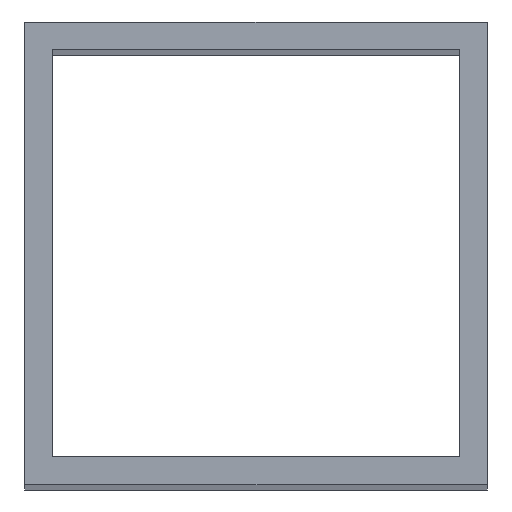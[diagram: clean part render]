
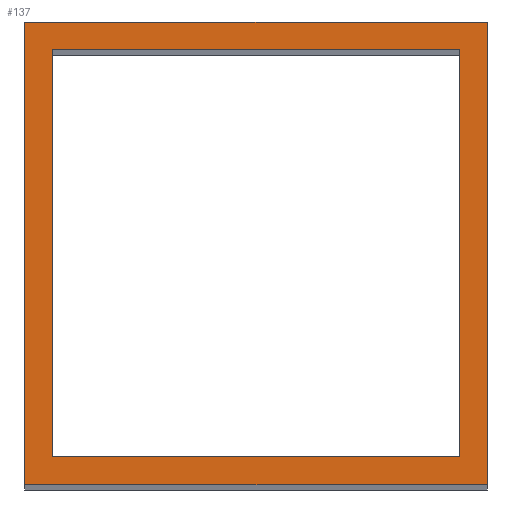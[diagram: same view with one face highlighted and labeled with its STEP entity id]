
A CAD part, top view. The second image highlights one B-rep face of the part: STEP entity #137.
In plain terms, the highlighted planar face has unit normal (0, 0, 1).
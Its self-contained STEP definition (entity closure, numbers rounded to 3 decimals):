
#1 = VERTEX_POINT ( 'NONE', #64 ) ;
#6 = ORIENTED_EDGE ( 'NONE', *, *, #63, .F. ) ;
#7 = DIRECTION ( 'NONE',  ( 0., -1., 0. ) ) ;
#9 = LINE ( 'NONE', #229, #144 ) ;
#10 = CARTESIAN_POINT ( 'NONE',  ( 11., -11., 170. ) ) ;
#14 = CARTESIAN_POINT ( 'NONE',  ( -11., 11., 170. ) ) ;
#24 = AXIS2_PLACEMENT_3D ( 'NONE', #89, #169, #296 ) ;
#40 = VECTOR ( 'NONE', #107, 1000. ) ;
#55 = ORIENTED_EDGE ( 'NONE', *, *, #272, .F. ) ;
#56 = VERTEX_POINT ( 'NONE', #10 ) ;
#61 = CARTESIAN_POINT ( 'NONE',  ( 0., 11., 170. ) ) ;
#63 = EDGE_CURVE ( 'NONE', #56, #75, #135, .T. ) ;
#64 = CARTESIAN_POINT ( 'NONE',  ( -12.5, -12.5, 170. ) ) ;
#69 = PLANE ( 'NONE',  #24 ) ;
#71 = LINE ( 'NONE', #118, #294 ) ;
#75 = VERTEX_POINT ( 'NONE', #110 ) ;
#89 = CARTESIAN_POINT ( 'NONE',  ( 0., 0., 170. ) ) ;
#97 = EDGE_LOOP ( 'NONE', ( #55, #6, #284, #215 ) ) ;
#99 = VERTEX_POINT ( 'NONE', #14 ) ;
#102 = EDGE_CURVE ( 'NONE', #175, #1, #111, .T. ) ;
#107 = DIRECTION ( 'NONE',  ( 0., 1., 0. ) ) ;
#110 = CARTESIAN_POINT ( 'NONE',  ( 11., 11., 170. ) ) ;
#111 = LINE ( 'NONE', #211, #193 ) ;
#118 = CARTESIAN_POINT ( 'NONE',  ( -12.5, -12.5, 170. ) ) ;
#119 = EDGE_CURVE ( 'NONE', #148, #181, #200, .T. ) ;
#122 = DIRECTION ( 'NONE',  ( 0., 1., 0. ) ) ;
#128 = ORIENTED_EDGE ( 'NONE', *, *, #149, .T. ) ;
#129 = DIRECTION ( 'NONE',  ( 1., 0., 0. ) ) ;
#135 = LINE ( 'NONE', #239, #40 ) ;
#137 = ADVANCED_FACE ( 'NONE', ( #218, #276 ), #69, .T. ) ;
#144 = VECTOR ( 'NONE', #7, 1000. ) ;
#148 = VERTEX_POINT ( 'NONE', #271 ) ;
#149 = EDGE_CURVE ( 'NONE', #181, #175, #172, .T. ) ;
#155 = EDGE_LOOP ( 'NONE', ( #240, #128, #286, #203 ) ) ;
#156 = LINE ( 'NONE', #290, #297 ) ;
#169 = DIRECTION ( 'NONE',  ( 0., 0., 1. ) ) ;
#172 = LINE ( 'NONE', #217, #277 ) ;
#175 = VERTEX_POINT ( 'NONE', #319 ) ;
#181 = VERTEX_POINT ( 'NONE', #320 ) ;
#193 = VECTOR ( 'NONE', #291, 1000. ) ;
#199 = EDGE_CURVE ( 'NONE', #1, #148, #71, .T. ) ;
#200 = LINE ( 'NONE', #300, #250 ) ;
#203 = ORIENTED_EDGE ( 'NONE', *, *, #199, .T. ) ;
#211 = CARTESIAN_POINT ( 'NONE',  ( -12.5, -12.5, 170. ) ) ;
#215 = ORIENTED_EDGE ( 'NONE', *, *, #313, .F. ) ;
#217 = CARTESIAN_POINT ( 'NONE',  ( -12.5, 12.5, 170. ) ) ;
#218 = FACE_OUTER_BOUND ( 'NONE', #155, .T. ) ;
#229 = CARTESIAN_POINT ( 'NONE',  ( -11., 0., 170. ) ) ;
#239 = CARTESIAN_POINT ( 'NONE',  ( 11., 0., 170. ) ) ;
#240 = ORIENTED_EDGE ( 'NONE', *, *, #119, .T. ) ;
#246 = DIRECTION ( 'NONE',  ( 1., 0., 0. ) ) ;
#250 = VECTOR ( 'NONE', #122, 1000. ) ;
#270 = DIRECTION ( 'NONE',  ( -1., 0., 0. ) ) ;
#271 = CARTESIAN_POINT ( 'NONE',  ( 12.5, -12.5, 170. ) ) ;
#272 = EDGE_CURVE ( 'NONE', #75, #99, #283, .T. ) ;
#273 = DIRECTION ( 'NONE',  ( -1., 0., 0. ) ) ;
#276 = FACE_BOUND ( 'NONE', #97, .T. ) ;
#277 = VECTOR ( 'NONE', #273, 1000. ) ;
#283 = LINE ( 'NONE', #61, #321 ) ;
#284 = ORIENTED_EDGE ( 'NONE', *, *, #304, .F. ) ;
#285 = CARTESIAN_POINT ( 'NONE',  ( -11., -11., 170. ) ) ;
#286 = ORIENTED_EDGE ( 'NONE', *, *, #102, .T. ) ;
#290 = CARTESIAN_POINT ( 'NONE',  ( 0., -11., 170. ) ) ;
#291 = DIRECTION ( 'NONE',  ( 0., -1., 0. ) ) ;
#294 = VECTOR ( 'NONE', #246, 1000. ) ;
#296 = DIRECTION ( 'NONE',  ( 1., 0., 0. ) ) ;
#297 = VECTOR ( 'NONE', #129, 1000. ) ;
#300 = CARTESIAN_POINT ( 'NONE',  ( 12.5, -12.5, 170. ) ) ;
#304 = EDGE_CURVE ( 'NONE', #312, #56, #156, .T. ) ;
#312 = VERTEX_POINT ( 'NONE', #285 ) ;
#313 = EDGE_CURVE ( 'NONE', #99, #312, #9, .T. ) ;
#319 = CARTESIAN_POINT ( 'NONE',  ( -12.5, 12.5, 170. ) ) ;
#320 = CARTESIAN_POINT ( 'NONE',  ( 12.5, 12.5, 170. ) ) ;
#321 = VECTOR ( 'NONE', #270, 1000. ) ;
